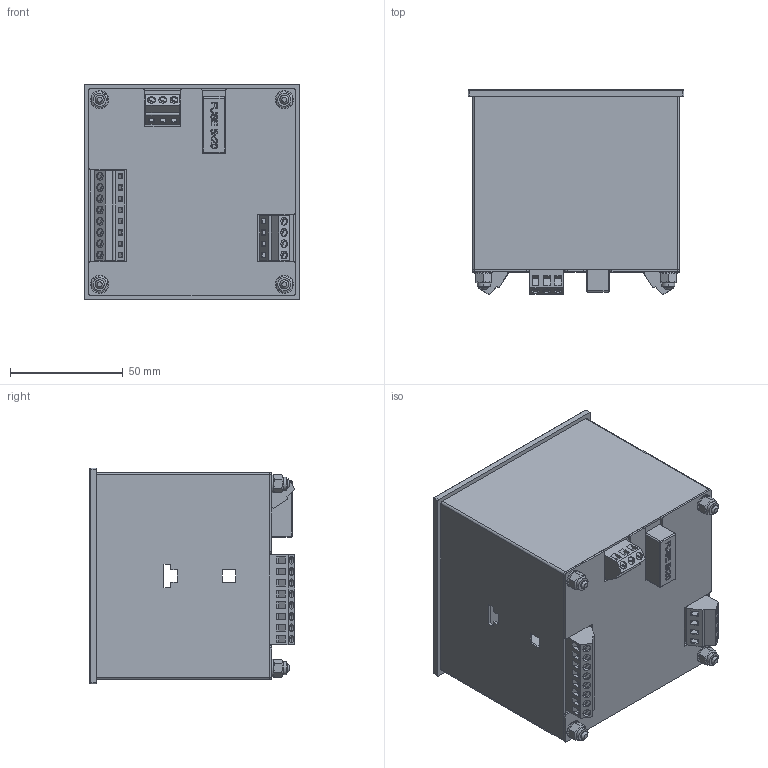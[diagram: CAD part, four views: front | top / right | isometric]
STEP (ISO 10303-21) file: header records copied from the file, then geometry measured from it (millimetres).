
FILE_DESCRIPTION(('TFLEX Exchange Step'),'2;1');
FILE_NAME('3D-модель прибора ВИТ12Т4.stp', '2020-10-20T21:06:34+05:00',('Алексей'),('Unknown organisation'),'TFLEX Exchange 2019.1','T-FLEX CAD','Unknown authorisation');
FILE_SCHEMA( ('AUTOMOTIVE_DESIGN { 1 0 10303 214 1 1 1 1 }') );
Length unit declared in the file: millimetre
Products named in the file (13): Предохранитель; Клемма кр:3; Клемма кр; Клемма:4; Клемма; Клемма:8; <Гайки стопорные>Гайка ГОСТ Р 50273-92; <Шайбы>Шайба ГОСТ 10450-78; <Шпильки>Шпилька ГОСТ 22038-76; Этикетка; Корпус; _ВИТ12Т4
Assembly tree (33 placements, depth 3):
  _ВИТ12Т4
    Предохранитель
    Клемма кр
      Клемма кр:3  x3
    Клемма
      Клемма:4  x4
    Клемма
      Клемма:8  x8
    <Гайки стопорные>Гайка ГОСТ Р 50273-92  x4
    <Шайбы>Шайба ГОСТ 10450-78  x4
    <Шпильки>Шпилька ГОСТ 22038-76  x4
    Этикетка
    Корпус
Bounding box: 96 x 91.33 x 96 mm (x, y, z)
Volume: 84196.8 mm3; surface area: 138394.6 mm2
Topology: 77 solids, 77 shells, 1317 faces, 3235 edges, 2106 vertices
Faces by surface type: plane 992, cylinder 151, bspline 138, cone 28, sphere 8
Full cylindrical faces by diameter (mm): 3.242 x4, 3.5 x30
Entity records: 35328 total; most frequent: CARTESIAN_POINT 7935, ORIENTED_EDGE 5738, DIRECTION 5012, EDGE_CURVE 2869, VECTOR 2264, LINE 2264, VERTEX_POINT 1877, AXIS2_PLACEMENT_3D 1374
